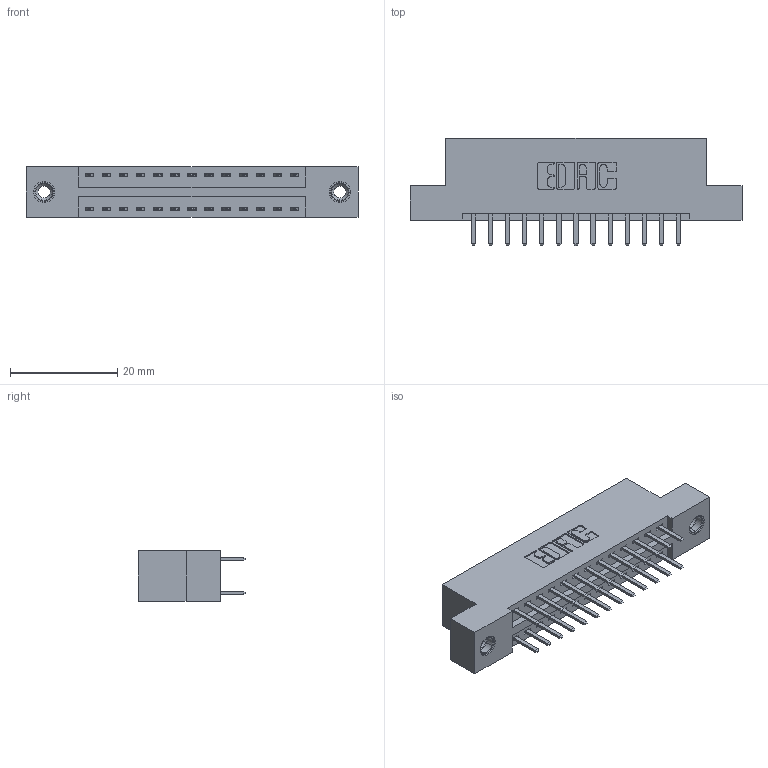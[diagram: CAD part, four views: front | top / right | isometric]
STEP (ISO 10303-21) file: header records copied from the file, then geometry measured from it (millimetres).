
FILE_DESCRIPTION (( 'STEP AP203' ), '1' );
FILE_NAME ('396-026-520-208.STEP', '2019-10-30T04:32:48', ( '' ), ( '' ), 'SwSTEP 2.0', 'SolidWorks 2016', '' );
FILE_SCHEMA (( 'CONFIG_CONTROL_DESIGN' ));
Length unit declared in the file: inch
Products named in the file (4): 396-026-520-208; 345-292-001_345-293-120; 346 Part_Flush Mounting Lugs - 0.156 Dia-TI; 345-250-001_345-250-003-102
Assembly tree (29 placements, depth 2):
  396-026-520-208
    346 Part_Flush Mounting Lugs - 0.156 Dia-TI
    345-292-001_345-293-120  x26
    345-250-001_345-250-003-102  x2
Bounding box: 61.85 x 20.02 x 9.4 mm (x, y, z)
Volume: 5787.9 mm3; surface area: 7493.2 mm2
Topology: 29 solids, 29 shells, 1638 faces, 4703 edges, 3058 vertices
Faces by surface type: plane 1070, cylinder 552, cone 12, torus 4
Entity records: 13688 total; most frequent: CARTESIAN_POINT 2291, ORIENTED_EDGE 2206, DIRECTION 2085, EDGE_CURVE 1103, LINE 895, VECTOR 895, VERTEX_POINT 728, AXIS2_PLACEMENT_3D 595
